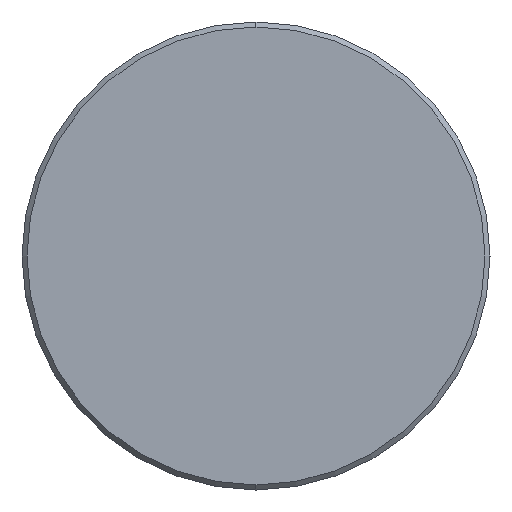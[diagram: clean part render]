
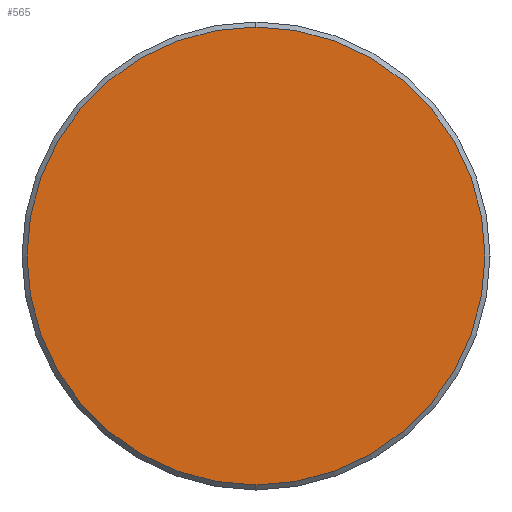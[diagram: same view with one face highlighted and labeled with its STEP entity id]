
A CAD part, left-side view. The second image highlights one B-rep face of the part: STEP entity #565.
In plain terms, the highlighted planar face has unit normal (-1, 0, 0).
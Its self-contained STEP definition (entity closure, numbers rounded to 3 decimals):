
#45 = CIRCLE ( 'NONE', #273, 13.7 ) ;
#56 = DIRECTION ( 'NONE',  ( 0., 0., -1. ) ) ;
#66 = CARTESIAN_POINT ( 'NONE',  ( 0., 0., 0. ) ) ;
#82 = VERTEX_POINT ( 'NONE', #700 ) ;
#135 = VERTEX_POINT ( 'NONE', #381 ) ;
#147 = AXIS2_PLACEMENT_3D ( 'NONE', #175, #380, #56 ) ;
#149 = EDGE_CURVE ( 'NONE', #82, #135, #275, .T. ) ;
#175 = CARTESIAN_POINT ( 'NONE',  ( 0., 0., 0. ) ) ;
#185 = EDGE_CURVE ( 'NONE', #135, #82, #45, .T. ) ;
#235 = AXIS2_PLACEMENT_3D ( 'NONE', #339, #658, #499 ) ;
#273 = AXIS2_PLACEMENT_3D ( 'NONE', #66, #282, #661 ) ;
#275 = CIRCLE ( 'NONE', #235, 13.7 ) ;
#282 = DIRECTION ( 'NONE',  ( -1., 0., 0. ) ) ;
#316 = EDGE_LOOP ( 'NONE', ( #438, #495 ) ) ;
#339 = CARTESIAN_POINT ( 'NONE',  ( 0., 0., 0. ) ) ;
#359 = FACE_OUTER_BOUND ( 'NONE', #316, .T. ) ;
#380 = DIRECTION ( 'NONE',  ( 1., 0., 0. ) ) ;
#381 = CARTESIAN_POINT ( 'NONE',  ( 0., 0., -13.7 ) ) ;
#438 = ORIENTED_EDGE ( 'NONE', *, *, #185, .T. ) ;
#495 = ORIENTED_EDGE ( 'NONE', *, *, #149, .T. ) ;
#496 = PLANE ( 'NONE',  #147 ) ;
#499 = DIRECTION ( 'NONE',  ( 0., 0., 1. ) ) ;
#565 = ADVANCED_FACE ( 'NONE', ( #359 ), #496, .F. ) ;
#658 = DIRECTION ( 'NONE',  ( -1., 0., 0. ) ) ;
#661 = DIRECTION ( 'NONE',  ( 0., 0., 1. ) ) ;
#700 = CARTESIAN_POINT ( 'NONE',  ( 0., 0., 13.7 ) ) ;
